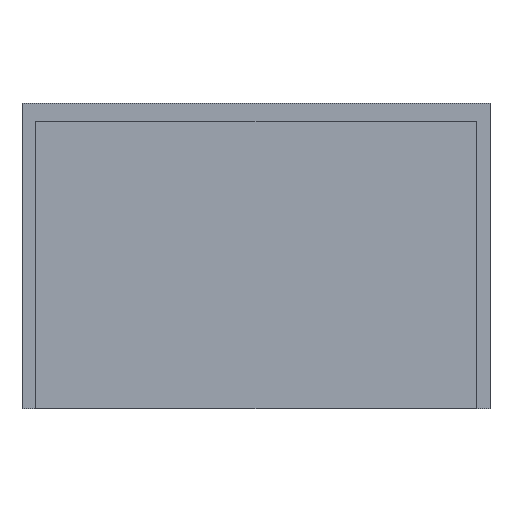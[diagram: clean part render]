
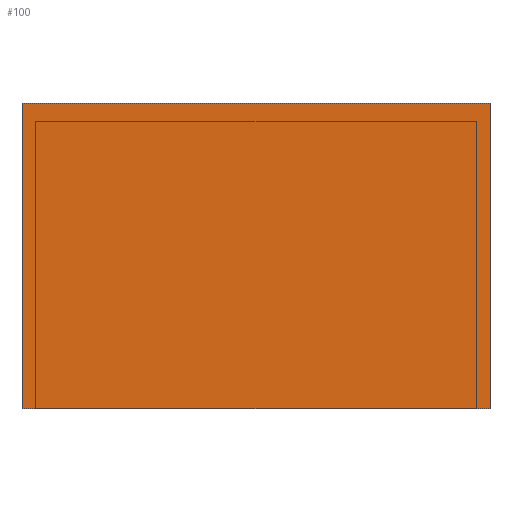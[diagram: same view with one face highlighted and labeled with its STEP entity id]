
A CAD part, front view. The second image highlights one B-rep face of the part: STEP entity #100.
In plain terms, the highlighted planar face has unit normal (0, -1, 0).
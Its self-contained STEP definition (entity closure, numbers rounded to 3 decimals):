
#100 = ADVANCED_FACE( '', ( #171 ), #172, .F. );
#171 = FACE_OUTER_BOUND( '', #221, .T. );
#172 = PLANE( '', #222 );
#221 = EDGE_LOOP( '', ( #314, #315, #316, #317 ) );
#222 = AXIS2_PLACEMENT_3D( '', #318, #319, #320 );
#314 = ORIENTED_EDGE( '', *, *, #353, .F. );
#315 = ORIENTED_EDGE( '', *, *, #356, .F. );
#316 = ORIENTED_EDGE( '', *, *, #341, .F. );
#317 = ORIENTED_EDGE( '', *, *, #325, .F. );
#318 = CARTESIAN_POINT( '', ( 1.28, -500.1, -0.835 ) );
#319 = DIRECTION( '', ( 0., 1., 0. ) );
#320 = DIRECTION( '', ( 0., 0., 1. ) );
#325 = EDGE_CURVE( '', #362, #364, #365, .T. );
#341 = EDGE_CURVE( '', #364, #389, #390, .T. );
#353 = EDGE_CURVE( '', #403, #362, #405, .T. );
#356 = EDGE_CURVE( '', #389, #403, #408, .T. );
#362 = VERTEX_POINT( '', #415 );
#364 = VERTEX_POINT( '', #418 );
#365 = LINE( '', #419, #420 );
#389 = VERTEX_POINT( '', #455 );
#390 = LINE( '', #456, #457 );
#403 = VERTEX_POINT( '', #476 );
#405 = LINE( '', #479, #480 );
#408 = LINE( '', #483, #484 );
#415 = CARTESIAN_POINT( '', ( 1.28, -500.1, -0.835 ) );
#418 = CARTESIAN_POINT( '', ( -1.28, -500.1, -0.835 ) );
#419 = CARTESIAN_POINT( '', ( 1.28, -500.1, -0.835 ) );
#420 = VECTOR( '', #488, 1000. );
#455 = CARTESIAN_POINT( '', ( -1.28, -500.1, 0.835 ) );
#456 = CARTESIAN_POINT( '', ( -1.28, -500.1, -0.835 ) );
#457 = VECTOR( '', #500, 1000. );
#476 = CARTESIAN_POINT( '', ( 1.28, -500.1, 0.835 ) );
#479 = CARTESIAN_POINT( '', ( 1.28, -500.1, 0.835 ) );
#480 = VECTOR( '', #508, 1000. );
#483 = CARTESIAN_POINT( '', ( -1.28, -500.1, 0.835 ) );
#484 = VECTOR( '', #509, 1000. );
#488 = DIRECTION( '', ( -1., 0., 0. ) );
#500 = DIRECTION( '', ( 0., 0., 1. ) );
#508 = DIRECTION( '', ( 0., 0., -1. ) );
#509 = DIRECTION( '', ( 1., 0., 0. ) );
